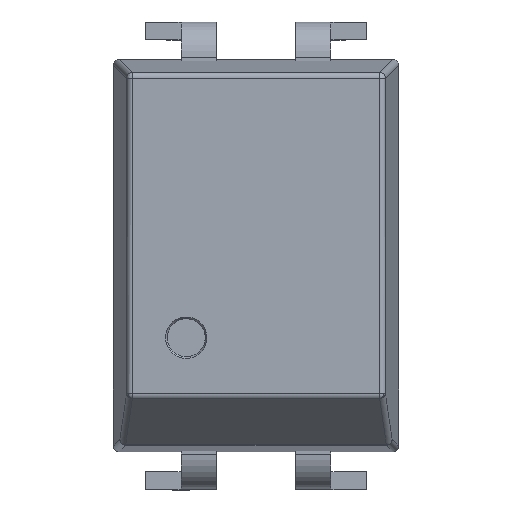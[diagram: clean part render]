
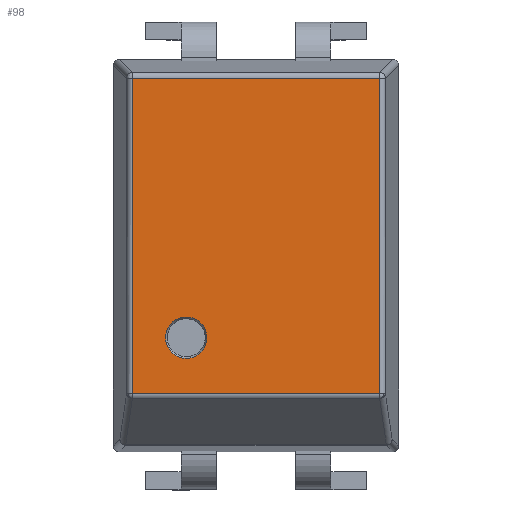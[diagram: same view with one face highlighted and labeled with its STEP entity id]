
A CAD part, top view. The second image highlights one B-rep face of the part: STEP entity #98.
In plain terms, the highlighted planar face has unit normal (0, 0, 1).
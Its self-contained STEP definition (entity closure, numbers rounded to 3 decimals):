
#98=ADVANCED_FACE('',(#1310,#1312),#1314,.T.);
#1310=FACE_BOUND('',#1311,.T.);
#1311=EDGE_LOOP('',(#2324,#2325,#2326,#2327));
#1312=FACE_BOUND('',#1313,.T.);
#1313=EDGE_LOOP('',(#2328));
#1314=PLANE('',#1315);
#1315=AXIS2_PLACEMENT_3D('',#1316,#1317,#1318);
#1316=CARTESIAN_POINT('',(0.,0.,4.6));
#1317=DIRECTION('',(0.,0.,1.));
#1318=DIRECTION('',(1.,0.,0.));
#2324=ORIENTED_EDGE('',*,*,#2904,.T.);
#2325=ORIENTED_EDGE('',*,*,#2905,.T.);
#2326=ORIENTED_EDGE('',*,*,#2906,.T.);
#2327=ORIENTED_EDGE('',*,*,#2907,.T.);
#2328=ORIENTED_EDGE('',*,*,#2908,.T.);
#2904=EDGE_CURVE('',#3194,#3195,#3196,.T.);
#2905=EDGE_CURVE('',#3195,#3197,#3198,.T.);
#2906=EDGE_CURVE('',#3197,#3199,#3200,.T.);
#2907=EDGE_CURVE('',#3199,#3194,#3201,.F.);
#2908=EDGE_CURVE('',#3202,#3202,#3203,.F.);
#3194=VERTEX_POINT('',#3656);
#3195=VERTEX_POINT('',#3657);
#3196=LINE('',#3658,#3659);
#3197=VERTEX_POINT('',#3661);
#3198=LINE('',#3662,#3663);
#3199=VERTEX_POINT('',#3665);
#3200=LINE('',#3666,#3667);
#3201=LINE('',#3669,#3670);
#3202=VERTEX_POINT('',#3672);
#3203=CIRCLE('',#3673,0.35);
#3656=CARTESIAN_POINT('',(2.093,-2.345,4.6));
#3657=CARTESIAN_POINT('',(2.093,3.003,4.6));
#3658=CARTESIAN_POINT('',(2.093,-2.345,4.6));
#3659=VECTOR('',#3660,1.);
#3660=DIRECTION('',(0.,1.,0.));
#3661=CARTESIAN_POINT('',(-2.093,3.003,4.6));
#3662=CARTESIAN_POINT('',(2.093,3.003,4.6));
#3663=VECTOR('',#3664,1.);
#3664=DIRECTION('',(-1.,0.,0.));
#3665=CARTESIAN_POINT('',(-2.093,-2.345,4.6));
#3666=CARTESIAN_POINT('',(-2.093,3.003,4.6));
#3667=VECTOR('',#3668,1.);
#3668=DIRECTION('',(0.,-1.,0.));
#3669=CARTESIAN_POINT('',(2.093,-2.345,4.6));
#3670=VECTOR('',#3671,1.);
#3671=DIRECTION('',(-1.,0.,0.));
#3672=CARTESIAN_POINT('',(-0.832,-1.392,4.6));
#3673=AXIS2_PLACEMENT_3D('',#3674,#3675,#3676);
#3674=CARTESIAN_POINT('',(-1.182,-1.392,4.6));
#3675=DIRECTION('',(0.,0.,1.));
#3676=DIRECTION('',(1.,0.,0.));
